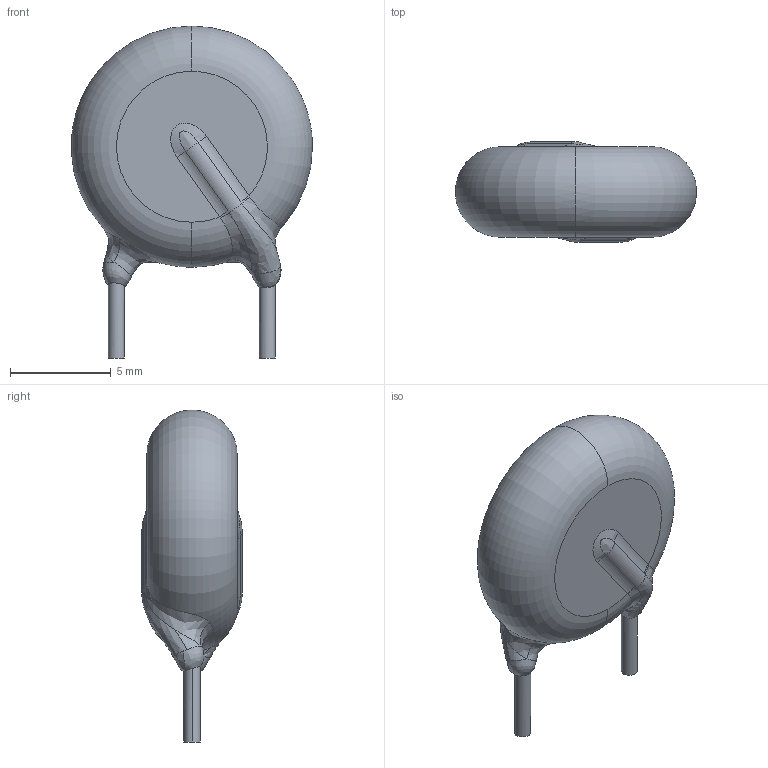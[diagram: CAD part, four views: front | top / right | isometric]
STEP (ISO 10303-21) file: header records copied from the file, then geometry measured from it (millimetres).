
FILE_DESCRIPTION (( 'STEP AP214' ), '1' );
FILE_NAME ('RES-TH_L12.0-W5.0-H15.0-P7.50-D0.8.step', '2022-07-28T09:27:17', ( '' ), ( '' ), 'SwSTEP 2.0', 'SolidWorks 2020', '' );
FILE_SCHEMA (( 'AUTOMOTIVE_DESIGN' ));
Length unit declared in the file: millimetre
Products named in the file (1): RES-TH_L12.0-W5.0-H15.0-P7.50-D0.8
Bounding box: 11.98 x 5 x 16.5 mm (x, y, z)
Volume: 450.7 mm3; surface area: 355.4 mm2
Topology: 1 solids, 1 shells, 264 faces, 717 edges, 474 vertices
Faces by surface type: plane 132, bspline 120, cylinder 10, torus 2
Entity records: 15327 total; most frequent: CARTESIAN_POINT 6588, ORIENTED_EDGE 1434, DIRECTION 781, EDGE_CURVE 717, VERTEX_POINT 474, VECTOR 431, LINE 431, EDGE_LOOP 283
